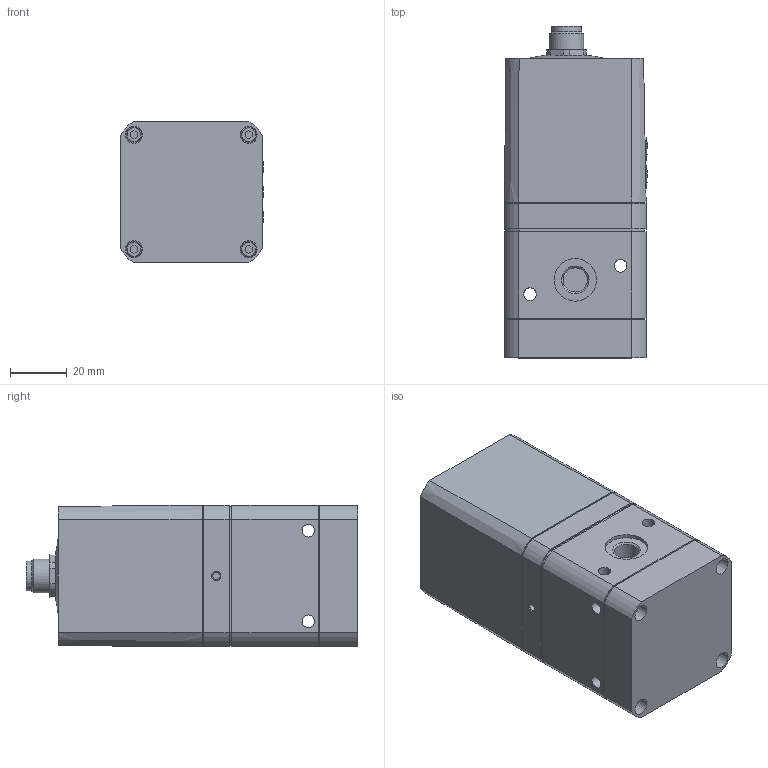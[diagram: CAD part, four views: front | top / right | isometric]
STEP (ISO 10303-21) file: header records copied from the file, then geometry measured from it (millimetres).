
FILE_DESCRIPTION(/* description */ ('STEP AP214'),/* implementation_level */ '2;1');
FILE_NAME(/* name */ '8156419_VPPE-3-1-1_8-6-010-E1-F1A',/* time_stamp */ '2024-09-17T02:25:41+02:00',/* author */ ('License CC BY-ND 4.0'),/* organization */ ('CADENAS'),/* preprocessor_version */ 'ST-DEVELOPER v19.3',/* originating_system */ 'PARTsolutions',/* authorisation */ ' ');
FILE_SCHEMA (('AUTOMOTIVE_DESIGN {1 0 10303 214 3 1 1}'));
Length unit declared in the file: millimetre
Products named in the file (1): 8156419 VPPE-3-1-1/8-6-010-E1-F1A
Bounding box: 50.5 x 117.2 x 50 mm (x, y, z)
Volume: 251997.1 mm3; surface area: 31494.8 mm2
Topology: 1 solids, 1 shells, 318 faces, 794 edges, 525 vertices
Faces by surface type: plane 163, cylinder 127, cone 14, torus 10, sphere 4
Full cylindrical faces by diameter (mm): 1 x5, 2.7 x2, 4.5 x4, 5.5 x4, 7 x2, 7.5 x2, 7.98 x2, 8 x1, 8.3 x1, 8.566 x3, 9.7 x1, 10.5 x1, 12 x1, 15 x1
Entity records: 9205 total; most frequent: DIRECTION 1645, CARTESIAN_POINT 1576, ORIENTED_EDGE 1454, EDGE_CURVE 727, AXIS2_PLACEMENT_3D 605, VERTEX_POINT 512, LINE 435, VECTOR 435
